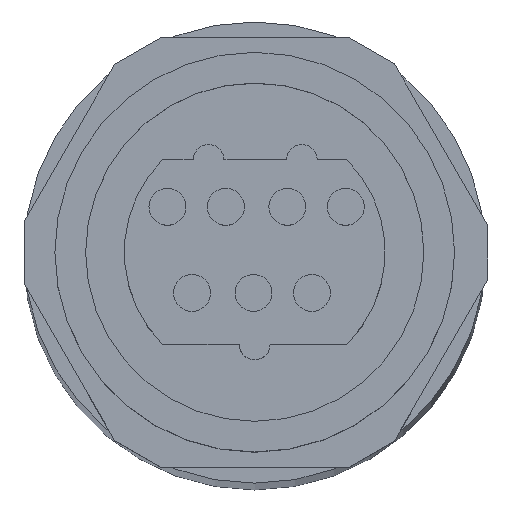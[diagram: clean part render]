
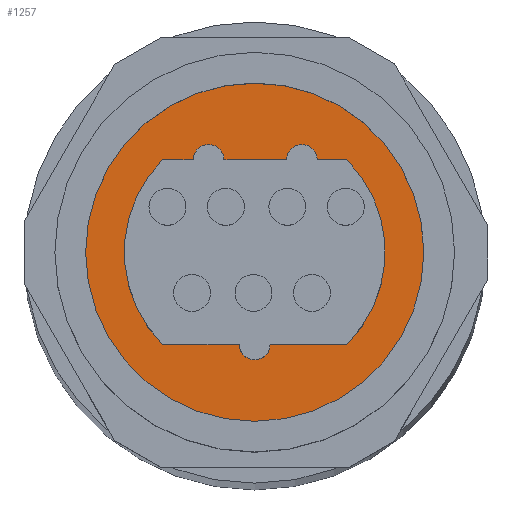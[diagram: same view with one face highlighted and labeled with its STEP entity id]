
A CAD part, top view. The second image highlights one B-rep face of the part: STEP entity #1257.
In plain terms, the highlighted planar face has unit normal (0, 0, 1).
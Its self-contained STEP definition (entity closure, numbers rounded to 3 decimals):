
#50=FACE_BOUND('',#444,.T.);
#92=LINE('',#2220,#188);
#95=LINE('',#2228,#191);
#98=LINE('',#2241,#194);
#99=LINE('',#2245,#195);
#100=LINE('',#2248,#196);
#188=VECTOR('',#1729,10.);
#191=VECTOR('',#1738,10.);
#194=VECTOR('',#1753,10.);
#195=VECTOR('',#1756,10.);
#196=VECTOR('',#1759,10.);
#340=FACE_OUTER_BOUND('',#443,.T.);
#443=EDGE_LOOP('',(#1008));
#444=EDGE_LOOP('',(#1009,#1010,#1011,#1012,#1013,#1014,#1015,#1016,#1017,
#1018));
#536=CIRCLE('',#1430,0.5);
#537=CIRCLE('',#1433,4.243);
#538=CIRCLE('',#1436,0.5);
#540=CIRCLE('',#1439,5.5);
#541=CIRCLE('',#1441,4.243);
#542=CIRCLE('',#1442,0.5);
#617=VERTEX_POINT('',#2212);
#618=VERTEX_POINT('',#2214);
#619=VERTEX_POINT('',#2218);
#620=VERTEX_POINT('',#2222);
#621=VERTEX_POINT('',#2226);
#622=VERTEX_POINT('',#2230);
#624=VERTEX_POINT('',#2236);
#625=VERTEX_POINT('',#2240);
#626=VERTEX_POINT('',#2242);
#627=VERTEX_POINT('',#2244);
#628=VERTEX_POINT('',#2246);
#751=EDGE_CURVE('',#617,#618,#536,.T.);
#754=EDGE_CURVE('',#619,#617,#92,.T.);
#756=EDGE_CURVE('',#620,#619,#537,.T.);
#758=EDGE_CURVE('',#621,#620,#95,.T.);
#760=EDGE_CURVE('',#622,#621,#538,.T.);
#763=EDGE_CURVE('',#624,#624,#540,.T.);
#764=EDGE_CURVE('',#625,#622,#98,.T.);
#765=EDGE_CURVE('',#626,#625,#541,.T.);
#766=EDGE_CURVE('',#627,#626,#99,.T.);
#767=EDGE_CURVE('',#628,#627,#542,.T.);
#768=EDGE_CURVE('',#618,#628,#100,.T.);
#1008=ORIENTED_EDGE('',*,*,#763,.F.);
#1009=ORIENTED_EDGE('',*,*,#751,.F.);
#1010=ORIENTED_EDGE('',*,*,#754,.F.);
#1011=ORIENTED_EDGE('',*,*,#756,.F.);
#1012=ORIENTED_EDGE('',*,*,#758,.F.);
#1013=ORIENTED_EDGE('',*,*,#760,.F.);
#1014=ORIENTED_EDGE('',*,*,#764,.F.);
#1015=ORIENTED_EDGE('',*,*,#765,.F.);
#1016=ORIENTED_EDGE('',*,*,#766,.F.);
#1017=ORIENTED_EDGE('',*,*,#767,.F.);
#1018=ORIENTED_EDGE('',*,*,#768,.F.);
#1184=PLANE('',#1440);
#1257=ADVANCED_FACE('',(#340,#50),#1184,.T.);
#1430=AXIS2_PLACEMENT_3D('',#2215,#1723,#1724);
#1433=AXIS2_PLACEMENT_3D('',#2224,#1733,#1734);
#1436=AXIS2_PLACEMENT_3D('',#2232,#1742,#1743);
#1439=AXIS2_PLACEMENT_3D('',#2238,#1749,#1750);
#1440=AXIS2_PLACEMENT_3D('',#2239,#1751,#1752);
#1441=AXIS2_PLACEMENT_3D('',#2243,#1754,#1755);
#1442=AXIS2_PLACEMENT_3D('',#2247,#1757,#1758);
#1723=DIRECTION('center_axis',(0.,0.,1.));
#1724=DIRECTION('ref_axis',(1.,0.,0.));
#1729=DIRECTION('',(-1.,0.,0.));
#1733=DIRECTION('center_axis',(0.,0.,1.));
#1734=DIRECTION('ref_axis',(0.707,-0.707,0.));
#1738=DIRECTION('',(1.,0.,0.));
#1742=DIRECTION('center_axis',(0.,0.,1.));
#1743=DIRECTION('ref_axis',(-1.,0.,0.));
#1749=DIRECTION('center_axis',(0.,0.,-1.));
#1750=DIRECTION('ref_axis',(-1.,0.,0.));
#1751=DIRECTION('center_axis',(0.,0.,1.));
#1752=DIRECTION('ref_axis',(-1.,0.,0.));
#1753=DIRECTION('',(1.,0.,0.));
#1754=DIRECTION('center_axis',(0.,0.,1.));
#1755=DIRECTION('ref_axis',(-0.707,0.707,0.));
#1756=DIRECTION('',(-1.,0.,0.));
#1757=DIRECTION('center_axis',(0.,0.,1.));
#1758=DIRECTION('ref_axis',(1.,0.,0.));
#1759=DIRECTION('',(-1.,0.,0.));
#2212=CARTESIAN_POINT('',(2.031,3.,12.));
#2214=CARTESIAN_POINT('',(1.031,3.,12.));
#2215=CARTESIAN_POINT('Origin',(1.531,3.,12.));
#2218=CARTESIAN_POINT('',(3.,3.,12.));
#2220=CARTESIAN_POINT('',(2.031,3.,12.));
#2222=CARTESIAN_POINT('',(3.,-3.,12.));
#2224=CARTESIAN_POINT('Origin',(0.,0.,12.));
#2226=CARTESIAN_POINT('',(0.5,-3.,12.));
#2228=CARTESIAN_POINT('',(3.,-3.,12.));
#2230=CARTESIAN_POINT('',(-0.5,-3.,12.));
#2232=CARTESIAN_POINT('Origin',(0.,-3.,12.));
#2236=CARTESIAN_POINT('',(5.5,0.,12.));
#2238=CARTESIAN_POINT('Origin',(0.,0.,12.));
#2239=CARTESIAN_POINT('Origin',(0.,0.,12.));
#2240=CARTESIAN_POINT('',(-3.,-3.,12.));
#2241=CARTESIAN_POINT('',(-0.5,-3.,12.));
#2242=CARTESIAN_POINT('',(-3.,3.,12.));
#2243=CARTESIAN_POINT('Origin',(0.,0.,12.));
#2244=CARTESIAN_POINT('',(-2.,3.,12.));
#2245=CARTESIAN_POINT('',(-3.,3.,12.));
#2246=CARTESIAN_POINT('',(-1.,3.,12.));
#2247=CARTESIAN_POINT('Origin',(-1.5,3.,12.));
#2248=CARTESIAN_POINT('',(-1.,3.,12.));
